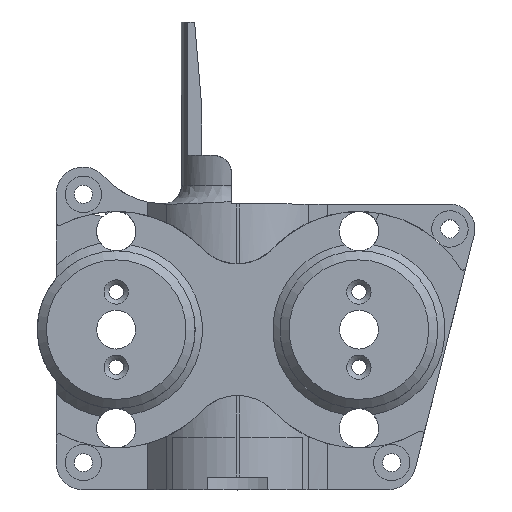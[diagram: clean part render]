
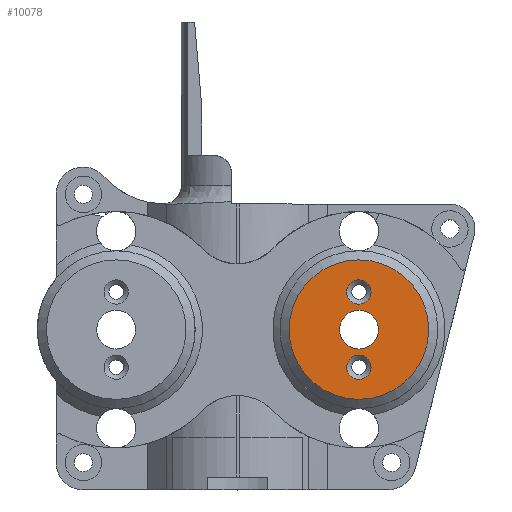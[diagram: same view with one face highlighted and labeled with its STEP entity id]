
A CAD part, top view. The second image highlights one B-rep face of the part: STEP entity #10078.
In plain terms, the highlighted planar face has unit normal (0, 0, 1).
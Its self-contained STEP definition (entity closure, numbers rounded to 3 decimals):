
#60=FACE_BOUND('',#1453,.T.);
#61=FACE_BOUND('',#1454,.T.);
#62=FACE_BOUND('',#1455,.T.);
#154=PLANE('',#10361);
#265=CIRCLE('',#10359,2.);
#267=CIRCLE('',#10362,11.5);
#268=CIRCLE('',#10363,2.);
#269=CIRCLE('',#10364,3.2);
#881=FACE_OUTER_BOUND('',#1452,.T.);
#1452=EDGE_LOOP('',(#8528));
#1453=EDGE_LOOP('',(#8529));
#1454=EDGE_LOOP('',(#8530));
#1455=EDGE_LOOP('',(#8531));
#4452=VERTEX_POINT('',#20634);
#4454=VERTEX_POINT('',#20640);
#4455=VERTEX_POINT('',#20642);
#4456=VERTEX_POINT('',#20644);
#5872=EDGE_CURVE('',#4452,#4452,#265,.T.);
#5875=EDGE_CURVE('',#4454,#4454,#267,.T.);
#5876=EDGE_CURVE('',#4455,#4455,#268,.T.);
#5877=EDGE_CURVE('',#4456,#4456,#269,.T.);
#8528=ORIENTED_EDGE('',*,*,#5875,.F.);
#8529=ORIENTED_EDGE('',*,*,#5876,.F.);
#8530=ORIENTED_EDGE('',*,*,#5877,.T.);
#8531=ORIENTED_EDGE('',*,*,#5872,.F.);
#10078=ADVANCED_FACE('',(#881,#60,#61,#62),#154,.T.);
#10359=AXIS2_PLACEMENT_3D('',#20635,#11375,#11376);
#10361=AXIS2_PLACEMENT_3D('',#20639,#11380,#11381);
#10362=AXIS2_PLACEMENT_3D('',#20641,#11382,#11383);
#10363=AXIS2_PLACEMENT_3D('',#20643,#11384,#11385);
#10364=AXIS2_PLACEMENT_3D('',#20645,#11386,#11387);
#11375=DIRECTION('center_axis',(0.,0.,1.));
#11376=DIRECTION('ref_axis',(1.,0.,0.));
#11380=DIRECTION('center_axis',(0.,0.,1.));
#11381=DIRECTION('ref_axis',(1.,0.,0.));
#11382=DIRECTION('center_axis',(0.,0.,-1.));
#11383=DIRECTION('ref_axis',(1.,0.,0.));
#11384=DIRECTION('center_axis',(0.,0.,1.));
#11385=DIRECTION('ref_axis',(1.,0.,0.));
#11386=DIRECTION('center_axis',(0.,0.,-1.));
#11387=DIRECTION('ref_axis',(1.,0.,0.));
#20634=CARTESIAN_POINT('',(18.,-6.2,17.2));
#20635=CARTESIAN_POINT('Origin',(20.,-6.2,17.2));
#20639=CARTESIAN_POINT('Origin',(20.,0.,17.2));
#20640=CARTESIAN_POINT('',(8.5,0.,17.2));
#20641=CARTESIAN_POINT('Origin',(20.,0.,17.2));
#20642=CARTESIAN_POINT('',(18.,6.2,17.2));
#20643=CARTESIAN_POINT('Origin',(20.,6.2,17.2));
#20644=CARTESIAN_POINT('',(16.8,0.,17.2));
#20645=CARTESIAN_POINT('Origin',(20.,0.,17.2));
